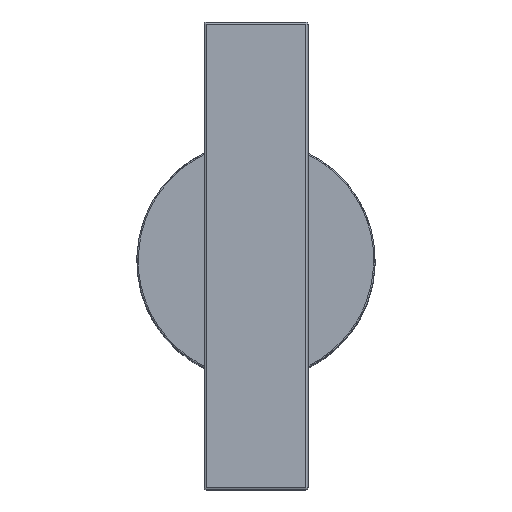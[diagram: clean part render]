
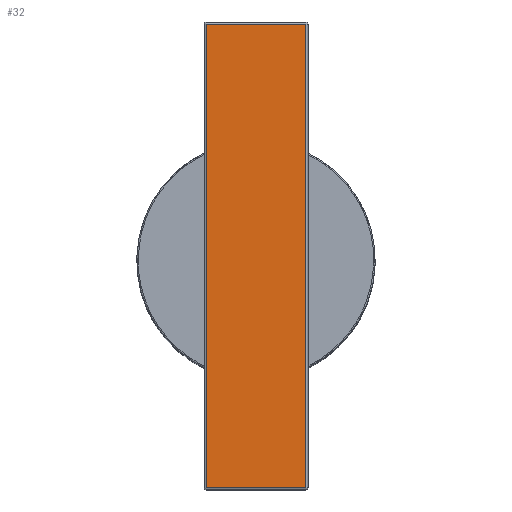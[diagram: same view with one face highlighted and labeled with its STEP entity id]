
A CAD part, top view. The second image highlights one B-rep face of the part: STEP entity #32.
In plain terms, the highlighted planar face has unit normal (0, 0, 1).
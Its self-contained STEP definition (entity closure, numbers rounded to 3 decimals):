
#32=ADVANCED_FACE('',(#76),#584,.T.);
#76=FACE_OUTER_BOUND('',#120,.T.);
#120=EDGE_LOOP('',(#180,#181,#182,#183));
#180=ORIENTED_EDGE('',*,*,#351,.F.);
#181=ORIENTED_EDGE('',*,*,#349,.F.);
#182=ORIENTED_EDGE('',*,*,#350,.F.);
#183=ORIENTED_EDGE('',*,*,#348,.F.);
#348=EDGE_CURVE('',#516,#517,#490,.T.);
#349=EDGE_CURVE('',#518,#519,#491,.T.);
#350=EDGE_CURVE('',#517,#518,#492,.T.);
#351=EDGE_CURVE('',#519,#516,#493,.T.);
#490=B_SPLINE_CURVE_WITH_KNOTS('',1,(#1126,#1127),.UNSPECIFIED.,.F.,.F.,
(2,2),(0.5,107.5),.UNSPECIFIED.);
#491=B_SPLINE_CURVE_WITH_KNOTS('',1,(#1128,#1129),.UNSPECIFIED.,.F.,.F.,
(2,2),(0.5,107.5),.UNSPECIFIED.);
#492=B_SPLINE_CURVE_WITH_KNOTS('',1,(#1130,#1131),.UNSPECIFIED.,.F.,.F.,
(2,2),(0.5,23.5),.UNSPECIFIED.);
#493=B_SPLINE_CURVE_WITH_KNOTS('',1,(#1132,#1133),.UNSPECIFIED.,.F.,.F.,
(2,2),(0.5,23.5),.UNSPECIFIED.);
#516=VERTEX_POINT('',#1064);
#517=VERTEX_POINT('',#1065);
#518=VERTEX_POINT('',#1066);
#519=VERTEX_POINT('',#1067);
#584=PLANE('',#614);
#614=AXIS2_PLACEMENT_3D('',#676,#645,$);
#645=DIRECTION('',(0.,0.,1.));
#676=CARTESIAN_POINT('',(12.004,-54.,352.165));
#1064=CARTESIAN_POINT('',(11.504,53.5,352.165));
#1065=CARTESIAN_POINT('',(11.504,-53.5,352.165));
#1066=CARTESIAN_POINT('',(-11.496,-53.5,352.165));
#1067=CARTESIAN_POINT('',(-11.496,53.5,352.165));
#1126=CARTESIAN_POINT('',(11.504,53.5,352.165));
#1127=CARTESIAN_POINT('',(11.504,-53.5,352.165));
#1128=CARTESIAN_POINT('',(-11.496,-53.5,352.165));
#1129=CARTESIAN_POINT('',(-11.496,53.5,352.165));
#1130=CARTESIAN_POINT('',(11.504,-53.5,352.165));
#1131=CARTESIAN_POINT('',(-11.496,-53.5,352.165));
#1132=CARTESIAN_POINT('',(-11.496,53.5,352.165));
#1133=CARTESIAN_POINT('',(11.504,53.5,352.165));
